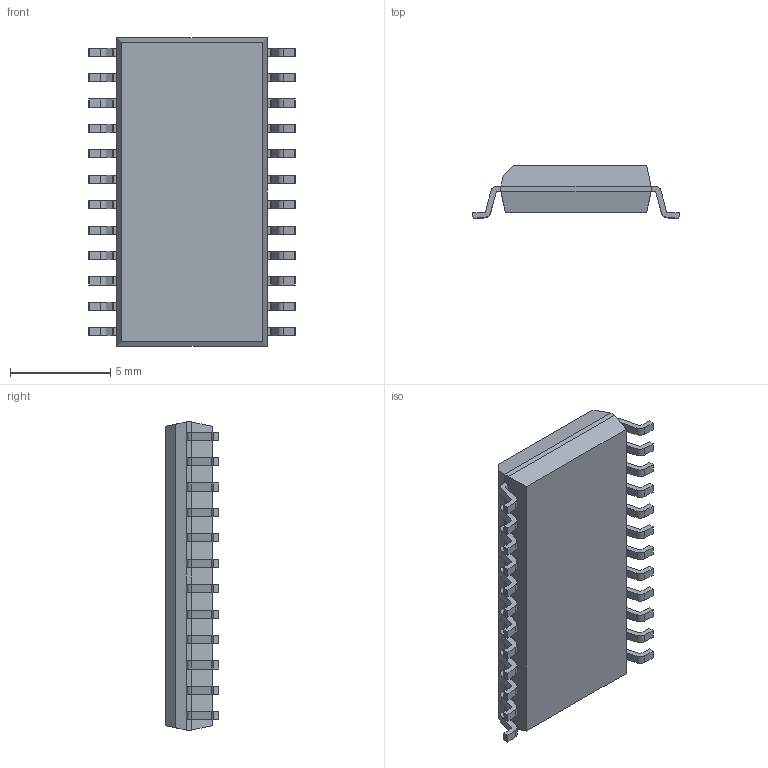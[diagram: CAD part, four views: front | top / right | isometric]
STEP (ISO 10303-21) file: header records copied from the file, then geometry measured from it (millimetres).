
FILE_DESCRIPTION (( 'STEP AP214' ), '1' );
FILE_NAME ('AD8842ARZ.STEP', '2023-06-15T06:53:41', ( '' ), ( '' ), 'SwSTEP 2.0', 'SolidWorks 2021', '' );
FILE_SCHEMA (( 'AUTOMOTIVE_DESIGN' ));
Length unit declared in the file: millimetre
Products named in the file (1): AD8842ARZ
Bounding box: 10.32 x 2.65 x 15.4 mm (x, y, z)
Volume: 265.6 mm3; surface area: 397.2 mm2
Topology: 26 solids, 26 shells, 358 faces, 907 edges, 602 vertices
Faces by surface type: plane 258, cylinder 100
Entity records: 10986 total; most frequent: CARTESIAN_POINT 1868, DIRECTION 1825, ORIENTED_EDGE 1814, EDGE_CURVE 907, VECTOR 707, LINE 707, VERTEX_POINT 602, AXIS2_PLACEMENT_3D 559
